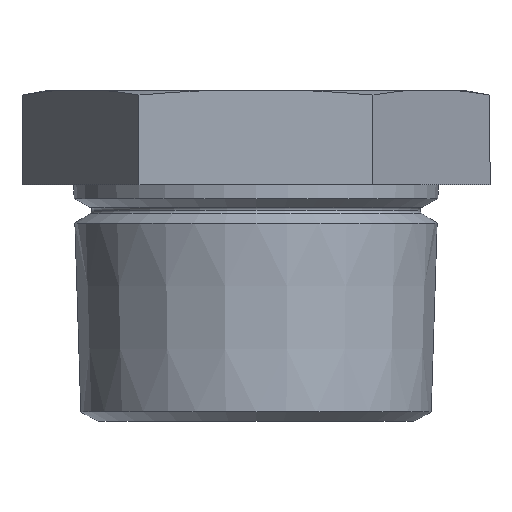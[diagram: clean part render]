
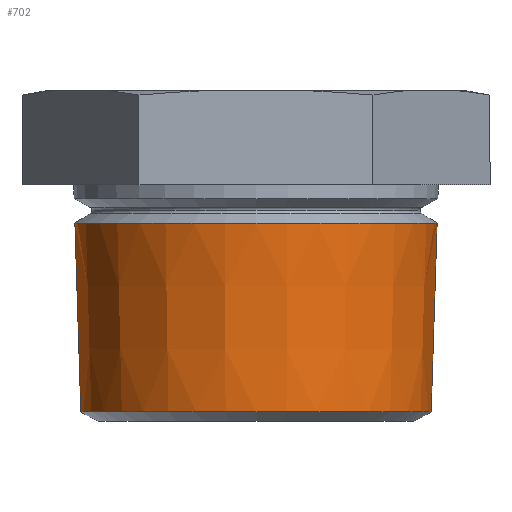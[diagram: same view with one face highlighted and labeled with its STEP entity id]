
A CAD part, front view. The second image highlights one B-rep face of the part: STEP entity #702.
In plain terms, the highlighted conical face has half-angle 1.8 degrees and reference radius 12.945 mm.
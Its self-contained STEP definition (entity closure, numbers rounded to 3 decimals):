
#39 = AXIS2_PLACEMENT_3D ( 'NONE', #74, #73, #72 ) ;
#40 = CONICAL_SURFACE ( 'NONE', #39, 12.945, 0.031 ) ;
#41 = CARTESIAN_POINT ( 'NONE',  ( -13.407, 0., 2.437 ) ) ;
#72 = DIRECTION ( 'NONE',  ( 1., 0., 0. ) ) ;
#73 = DIRECTION ( 'NONE',  ( 0., 0., 1. ) ) ;
#74 = CARTESIAN_POINT ( 'NONE',  ( 0., 0., -12.25 ) ) ;
#138 = FACE_OUTER_BOUND ( 'NONE', #970, .T. ) ;
#152 = LINE ( 'NONE', #169, #168 ) ;
#167 = DIRECTION ( 'NONE',  ( 0.031, 0., 1. ) ) ;
#168 = VECTOR ( 'NONE', #167, 1000. ) ;
#169 = CARTESIAN_POINT ( 'NONE',  ( 12.945, 0., -12.25 ) ) ;
#234 = DIRECTION ( 'NONE',  ( -0.031, 0., 1. ) ) ;
#244 = CARTESIAN_POINT ( 'NONE',  ( -12.945, 0., -12.25 ) ) ;
#273 = VECTOR ( 'NONE', #234, 1000. ) ;
#290 = LINE ( 'NONE', #244, #273 ) ;
#360 = DIRECTION ( 'NONE',  ( 0., 0., 1. ) ) ;
#361 = CARTESIAN_POINT ( 'NONE',  ( 0., 0., 2.437 ) ) ;
#362 = AXIS2_PLACEMENT_3D ( 'NONE', #361, #360, #386 ) ;
#363 = CIRCLE ( 'NONE', #362, 13.407 ) ;
#386 = DIRECTION ( 'NONE',  ( 1., 0., 0. ) ) ;
#443 = CARTESIAN_POINT ( 'NONE',  ( -12.967, 0., -11.547 ) ) ;
#447 = CARTESIAN_POINT ( 'NONE',  ( 12.967, 0., -11.547 ) ) ;
#514 = DIRECTION ( 'NONE',  ( 1., 0., 0. ) ) ;
#515 = DIRECTION ( 'NONE',  ( 0., 0., 1. ) ) ;
#516 = CARTESIAN_POINT ( 'NONE',  ( 0., 0., -11.547 ) ) ;
#517 = AXIS2_PLACEMENT_3D ( 'NONE', #516, #515, #514 ) ;
#518 = CIRCLE ( 'NONE', #517, 12.967 ) ;
#565 = CARTESIAN_POINT ( 'NONE',  ( 13.407, 0., 2.437 ) ) ;
#694 = VERTEX_POINT ( 'NONE', #41 ) ;
#699 = ORIENTED_EDGE ( 'NONE', *, *, #732, .T. ) ;
#702 = ADVANCED_FACE ( 'NONE', ( #138 ), #40, .T. ) ;
#705 = EDGE_CURVE ( 'NONE', #864, #694, #290, .T. ) ;
#732 = EDGE_CURVE ( 'NONE', #857, #983, #152, .T. ) ;
#787 = ORIENTED_EDGE ( 'NONE', *, *, #705, .F. ) ;
#825 = ORIENTED_EDGE ( 'NONE', *, *, #827, .F. ) ;
#827 = EDGE_CURVE ( 'NONE', #694, #983, #363, .T. ) ;
#857 = VERTEX_POINT ( 'NONE', #447 ) ;
#864 = VERTEX_POINT ( 'NONE', #443 ) ;
#970 = EDGE_LOOP ( 'NONE', ( #787, #971, #699, #825 ) ) ;
#971 = ORIENTED_EDGE ( 'NONE', *, *, #973, .T. ) ;
#973 = EDGE_CURVE ( 'NONE', #864, #857, #518, .T. ) ;
#983 = VERTEX_POINT ( 'NONE', #565 ) ;
